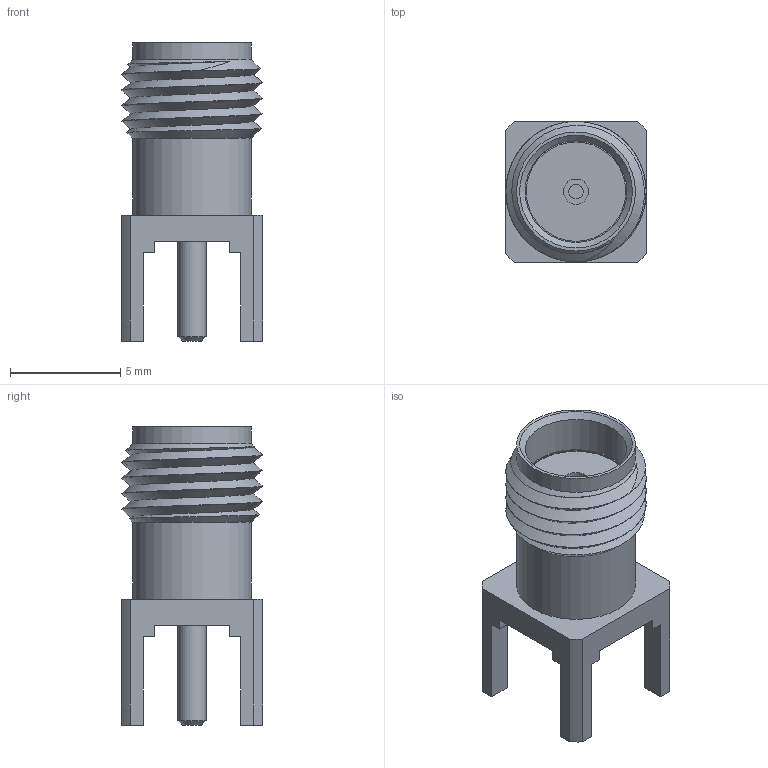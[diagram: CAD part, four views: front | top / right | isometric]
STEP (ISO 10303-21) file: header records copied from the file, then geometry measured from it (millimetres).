
FILE_DESCRIPTION(/* description */ (''),/* implementation_level */ '2;1');
FILE_NAME(/* name */ 'SMA_TE_5-1814832-1_Vertical.step',/* time_stamp */ '2019-03-31T16:58:39+01:00',/* author */ ('dan.m0wut'),/* organization */ (''),/* preprocessor_version */ 'ST-DEVELOPER v17.2',/* originating_system */ 'Autodesk Translation Framework v7.6.0.251',/* authorisation */ '');
FILE_SCHEMA (('AUTOMOTIVE_DESIGN { 1 0 10303 214 3 1 1 }'));
Length unit declared in the file: millimetre
Products named in the file (1): SMA_TE_5-1814832-1_Vertical
Bounding box: 6.4 x 6.4 x 13.5 mm (x, y, z)
Volume: 233.8 mm3; surface area: 400.3 mm2
Topology: 1 solids, 1 shells, 60 faces, 154 edges, 102 vertices
Faces by surface type: plane 36, cylinder 16, cone 4, bspline 4
Full cylindrical faces by diameter (mm): 0.66 x1, 1.143 x1, 1.27 x1, 4.496 x1, 4.597 x1, 5.385 x2, 6.35 x3
Entity records: 3332 total; most frequent: CARTESIAN_POINT 1845, ORIENTED_EDGE 308, DIRECTION 275, EDGE_CURVE 154, LINE 105, VECTOR 105, VERTEX_POINT 102, AXIS2_PLACEMENT_3D 85
